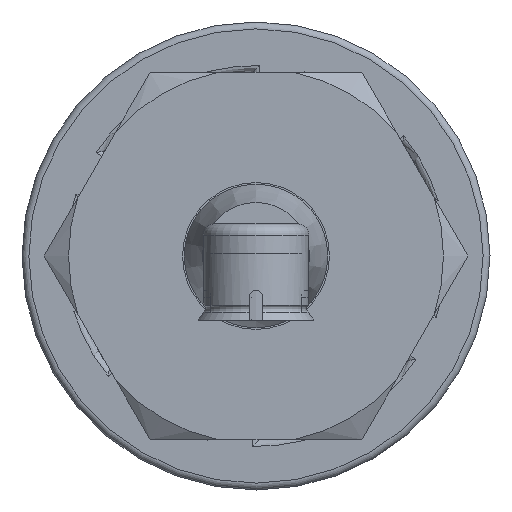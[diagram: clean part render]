
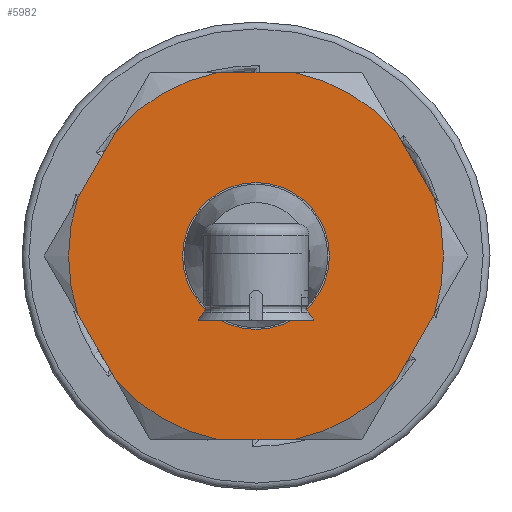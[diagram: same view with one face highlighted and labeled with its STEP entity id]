
A CAD part, front view. The second image highlights one B-rep face of the part: STEP entity #5982.
In plain terms, the highlighted planar face has unit normal (0, -1, 0).
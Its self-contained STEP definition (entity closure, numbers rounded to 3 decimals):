
#574=PLANE('',#6476);
#838=FACE_OUTER_BOUND('',#1207,.T.);
#1207=EDGE_LOOP('',(#4212,#4213,#4214,#4215,#4216,#4217,#4218,#4219,#4220,
#4221,#4222,#4223));
#1596=LINE('',#9707,#1962);
#1598=LINE('',#9726,#1964);
#1600=LINE('',#9745,#1966);
#1602=LINE('',#9764,#1968);
#1604=LINE('',#9783,#1970);
#1605=LINE('',#9799,#1971);
#1962=VECTOR('',#7147,1000.);
#1964=VECTOR('',#7151,1000.);
#1966=VECTOR('',#7155,1000.);
#1968=VECTOR('',#7159,1000.);
#1970=VECTOR('',#7163,1000.);
#1971=VECTOR('',#7166,1000.);
#2302=CIRCLE('',#6477,4.085);
#2303=CIRCLE('',#6478,4.085);
#2304=CIRCLE('',#6479,4.085);
#2305=CIRCLE('',#6480,4.085);
#2306=CIRCLE('',#6481,4.085);
#2307=CIRCLE('',#6482,4.085);
#2590=VERTEX_POINT('',#9688);
#2594=VERTEX_POINT('',#9703);
#2596=VERTEX_POINT('',#9710);
#2598=VERTEX_POINT('',#9722);
#2600=VERTEX_POINT('',#9729);
#2602=VERTEX_POINT('',#9741);
#2604=VERTEX_POINT('',#9748);
#2606=VERTEX_POINT('',#9760);
#2608=VERTEX_POINT('',#9767);
#2610=VERTEX_POINT('',#9779);
#2611=VERTEX_POINT('',#9785);
#2612=VERTEX_POINT('',#9795);
#3205=EDGE_CURVE('',#2594,#2590,#1596,.T.);
#3211=EDGE_CURVE('',#2598,#2596,#1598,.T.);
#3217=EDGE_CURVE('',#2602,#2600,#1600,.T.);
#3223=EDGE_CURVE('',#2606,#2604,#1602,.T.);
#3229=EDGE_CURVE('',#2610,#2608,#1604,.T.);
#3234=EDGE_CURVE('',#2612,#2611,#1605,.T.);
#3235=EDGE_CURVE('',#2611,#2594,#2302,.T.);
#3236=EDGE_CURVE('',#2608,#2612,#2303,.T.);
#3237=EDGE_CURVE('',#2604,#2610,#2304,.T.);
#3238=EDGE_CURVE('',#2600,#2606,#2305,.T.);
#3239=EDGE_CURVE('',#2596,#2602,#2306,.T.);
#3240=EDGE_CURVE('',#2590,#2598,#2307,.T.);
#4212=ORIENTED_EDGE('',*,*,#3235,.F.);
#4213=ORIENTED_EDGE('',*,*,#3234,.F.);
#4214=ORIENTED_EDGE('',*,*,#3236,.F.);
#4215=ORIENTED_EDGE('',*,*,#3229,.F.);
#4216=ORIENTED_EDGE('',*,*,#3237,.F.);
#4217=ORIENTED_EDGE('',*,*,#3223,.F.);
#4218=ORIENTED_EDGE('',*,*,#3238,.F.);
#4219=ORIENTED_EDGE('',*,*,#3217,.F.);
#4220=ORIENTED_EDGE('',*,*,#3239,.F.);
#4221=ORIENTED_EDGE('',*,*,#3211,.F.);
#4222=ORIENTED_EDGE('',*,*,#3240,.F.);
#4223=ORIENTED_EDGE('',*,*,#3205,.F.);
#5982=ADVANCED_FACE('',(#838),#574,.F.);
#6476=AXIS2_PLACEMENT_3D('',#9800,#7167,#7168);
#6477=AXIS2_PLACEMENT_3D('',#9801,#7169,#7170);
#6478=AXIS2_PLACEMENT_3D('',#9802,#7171,#7172);
#6479=AXIS2_PLACEMENT_3D('',#9803,#7173,#7174);
#6480=AXIS2_PLACEMENT_3D('',#9804,#7175,#7176);
#6481=AXIS2_PLACEMENT_3D('',#9805,#7177,#7178);
#6482=AXIS2_PLACEMENT_3D('',#9806,#7179,#7180);
#7147=DIRECTION('',(0.5,0.,-0.866));
#7151=DIRECTION('',(-0.5,0.,-0.866));
#7155=DIRECTION('',(-1.,0.,0.));
#7159=DIRECTION('',(-0.5,0.,0.866));
#7163=DIRECTION('',(0.5,0.,0.866));
#7166=DIRECTION('',(1.,0.,0.));
#7167=DIRECTION('center_axis',(0.,1.,0.));
#7168=DIRECTION('ref_axis',(0.,0.,1.));
#7169=DIRECTION('center_axis',(0.,1.,0.));
#7170=DIRECTION('ref_axis',(0.,0.,1.));
#7171=DIRECTION('center_axis',(0.,1.,0.));
#7172=DIRECTION('ref_axis',(0.,0.,1.));
#7173=DIRECTION('center_axis',(0.,1.,0.));
#7174=DIRECTION('ref_axis',(0.,0.,1.));
#7175=DIRECTION('center_axis',(0.,1.,0.));
#7176=DIRECTION('ref_axis',(0.,0.,1.));
#7177=DIRECTION('center_axis',(0.,1.,0.));
#7178=DIRECTION('ref_axis',(0.,0.,1.));
#7179=DIRECTION('center_axis',(0.,1.,0.));
#7180=DIRECTION('ref_axis',(0.,0.,1.));
#9688=CARTESIAN_POINT('',(3.88,0.,1.28));
#9703=CARTESIAN_POINT('',(3.048,0.,2.72));
#9707=CARTESIAN_POINT('',(2.309,0.,4.));
#9710=CARTESIAN_POINT('',(3.048,0.,-2.72));
#9722=CARTESIAN_POINT('',(3.88,0.,-1.28));
#9726=CARTESIAN_POINT('',(4.619,0.,0.));
#9729=CARTESIAN_POINT('',(-0.831,0.,-4.));
#9741=CARTESIAN_POINT('',(0.831,0.,-4.));
#9745=CARTESIAN_POINT('',(2.309,0.,-4.));
#9748=CARTESIAN_POINT('',(-3.88,0.,-1.28));
#9760=CARTESIAN_POINT('',(-3.048,0.,-2.72));
#9764=CARTESIAN_POINT('',(-2.309,0.,-4.));
#9767=CARTESIAN_POINT('',(-3.048,0.,2.72));
#9779=CARTESIAN_POINT('',(-3.88,0.,1.28));
#9783=CARTESIAN_POINT('',(-4.619,0.,0.));
#9785=CARTESIAN_POINT('',(0.831,0.,4.));
#9795=CARTESIAN_POINT('',(-0.831,0.,4.));
#9799=CARTESIAN_POINT('',(-2.309,0.,4.));
#9800=CARTESIAN_POINT('Origin',(0.,0.,0.));
#9801=CARTESIAN_POINT('Origin',(0.,0.,0.));
#9802=CARTESIAN_POINT('Origin',(0.,0.,0.));
#9803=CARTESIAN_POINT('Origin',(0.,0.,0.));
#9804=CARTESIAN_POINT('Origin',(0.,0.,0.));
#9805=CARTESIAN_POINT('Origin',(0.,0.,0.));
#9806=CARTESIAN_POINT('Origin',(0.,0.,0.));
